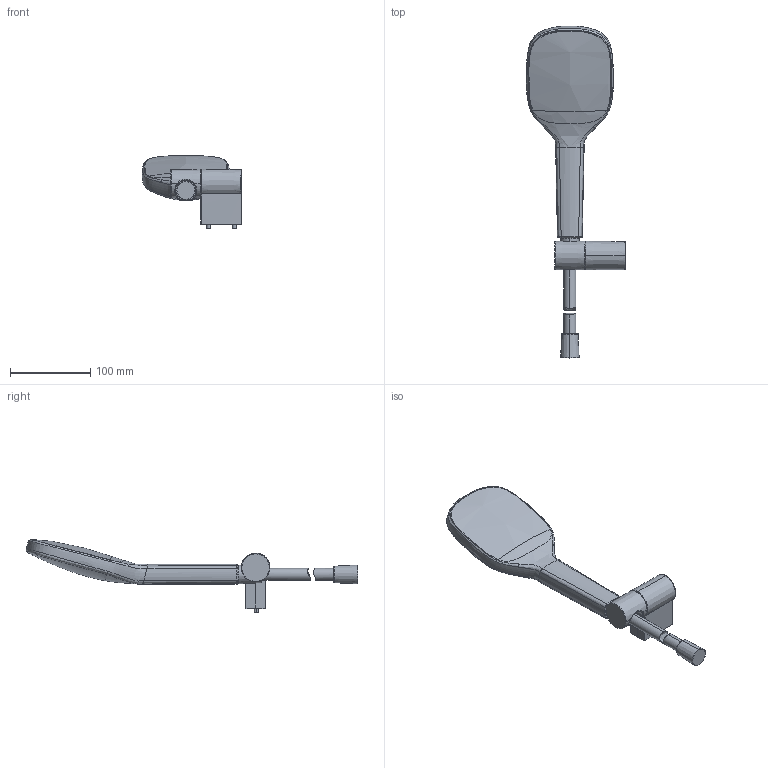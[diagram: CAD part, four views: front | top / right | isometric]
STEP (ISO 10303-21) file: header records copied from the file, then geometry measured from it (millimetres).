
FILE_DESCRIPTION (( 'STEP AP203' ), '1' );
FILE_NAME ('434(2017)+84380213.STEP', '2018-05-16T06:01:01', ( '' ), ( '' ), 'SwSTEP 2.0', 'SolidWorks 2016', '' );
FILE_SCHEMA (( 'CONFIG_CONTROL_DESIGN' ));
Length unit declared in the file: millimetre
Products named in the file (1): 434(2017)+84380213
Bounding box: 123.53 x 413.88 x 91.01 mm (x, y, z)
Volume: 580989.3 mm3; surface area: 73943.2 mm2
Topology: 4 solids, 4 shells, 110 faces, 251 edges, 153 vertices
Faces by surface type: bspline 53, cylinder 16, cone 14, torus 14, plane 11, sphere 2
Entity records: 24622 total; most frequent: CARTESIAN_POINT 22534, ORIENTED_EDGE 498, DIRECTION 281, EDGE_CURVE 249, VERTEX_POINT 153, B_SPLINE_CURVE_WITH_KNOTS 147, AXIS2_PLACEMENT_3D 129, EDGE_LOOP 116
